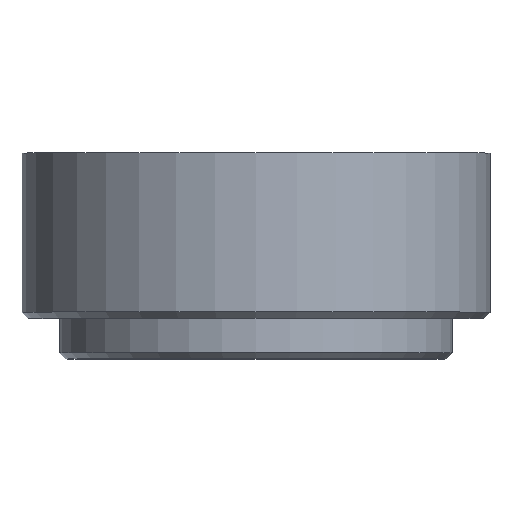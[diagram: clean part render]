
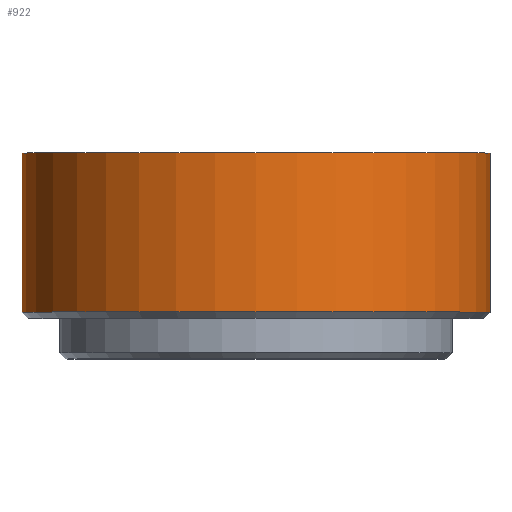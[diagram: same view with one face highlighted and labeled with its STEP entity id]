
A CAD part, top view. The second image highlights one B-rep face of the part: STEP entity #922.
In plain terms, the highlighted cylindrical face has radius 37.5 mm (diameter 75 mm), a full revolution.
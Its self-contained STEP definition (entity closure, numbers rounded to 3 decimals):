
#126=FACE_OUTER_BOUND('',#191,.T.);
#191=EDGE_LOOP('',(#798,#799,#800,#801,#802,#803,#804,#805,#806,#807,#808,
#809,#810,#811));
#247=LINE('',#1697,#292);
#248=LINE('',#1700,#293);
#249=LINE('',#1701,#294);
#250=LINE('',#1703,#295);
#292=VECTOR('',#1392,37.5);
#293=VECTOR('',#1395,1000.);
#294=VECTOR('',#1396,37.5);
#295=VECTOR('',#1397,1000.);
#330=CIRCLE('',#1023,37.5);
#331=CIRCLE('',#1024,37.5);
#364=CIRCLE('',#1072,37.5);
#365=CIRCLE('',#1073,37.5);
#372=CIRCLE('',#1083,37.5);
#373=CIRCLE('',#1084,37.5);
#374=CIRCLE('',#1085,37.5);
#375=CIRCLE('',#1086,37.5);
#415=VERTEX_POINT('',#1548);
#416=VERTEX_POINT('',#1559);
#417=VERTEX_POINT('',#1561);
#454=VERTEX_POINT('',#1670);
#455=VERTEX_POINT('',#1671);
#462=VERTEX_POINT('',#1692);
#463=VERTEX_POINT('',#1693);
#464=VERTEX_POINT('',#1696);
#465=VERTEX_POINT('',#1698);
#466=VERTEX_POINT('',#1702);
#524=EDGE_CURVE('',#416,#415,#330,.T.);
#525=EDGE_CURVE('',#417,#416,#331,.T.);
#573=EDGE_CURVE('',#454,#455,#364,.T.);
#574=EDGE_CURVE('',#455,#454,#365,.T.);
#584=EDGE_CURVE('',#462,#463,#372,.T.);
#585=EDGE_CURVE('',#463,#462,#373,.T.);
#586=EDGE_CURVE('',#463,#464,#247,.T.);
#587=EDGE_CURVE('',#464,#465,#374,.T.);
#588=EDGE_CURVE('',#465,#417,#248,.T.);
#589=EDGE_CURVE('',#416,#455,#249,.T.);
#590=EDGE_CURVE('',#415,#466,#250,.T.);
#591=EDGE_CURVE('',#466,#464,#375,.T.);
#798=ORIENTED_EDGE('',*,*,#584,.F.);
#799=ORIENTED_EDGE('',*,*,#585,.F.);
#800=ORIENTED_EDGE('',*,*,#586,.T.);
#801=ORIENTED_EDGE('',*,*,#587,.T.);
#802=ORIENTED_EDGE('',*,*,#588,.T.);
#803=ORIENTED_EDGE('',*,*,#525,.T.);
#804=ORIENTED_EDGE('',*,*,#589,.T.);
#805=ORIENTED_EDGE('',*,*,#574,.T.);
#806=ORIENTED_EDGE('',*,*,#573,.T.);
#807=ORIENTED_EDGE('',*,*,#589,.F.);
#808=ORIENTED_EDGE('',*,*,#524,.T.);
#809=ORIENTED_EDGE('',*,*,#590,.T.);
#810=ORIENTED_EDGE('',*,*,#591,.T.);
#811=ORIENTED_EDGE('',*,*,#586,.F.);
#870=CYLINDRICAL_SURFACE('',#1082,37.5);
#922=ADVANCED_FACE('',(#126),#870,.T.);
#1023=AXIS2_PLACEMENT_3D('',#1560,#1251,#1252);
#1024=AXIS2_PLACEMENT_3D('',#1562,#1253,#1254);
#1072=AXIS2_PLACEMENT_3D('',#1672,#1363,#1364);
#1073=AXIS2_PLACEMENT_3D('',#1673,#1365,#1366);
#1082=AXIS2_PLACEMENT_3D('',#1691,#1386,#1387);
#1083=AXIS2_PLACEMENT_3D('',#1694,#1388,#1389);
#1084=AXIS2_PLACEMENT_3D('',#1695,#1390,#1391);
#1085=AXIS2_PLACEMENT_3D('',#1699,#1393,#1394);
#1086=AXIS2_PLACEMENT_3D('',#1704,#1398,#1399);
#1251=DIRECTION('center_axis',(0.,-1.,0.));
#1252=DIRECTION('ref_axis',(0.,0.,1.));
#1253=DIRECTION('center_axis',(0.,-1.,0.));
#1254=DIRECTION('ref_axis',(0.,0.,1.));
#1363=DIRECTION('center_axis',(0.,1.,0.));
#1364=DIRECTION('ref_axis',(0.,0.,-1.));
#1365=DIRECTION('center_axis',(0.,1.,0.));
#1366=DIRECTION('ref_axis',(0.,0.,-1.));
#1386=DIRECTION('center_axis',(0.,1.,0.));
#1387=DIRECTION('ref_axis',(0.,0.,1.));
#1388=DIRECTION('center_axis',(0.,1.,0.));
#1389=DIRECTION('ref_axis',(0.,0.,1.));
#1390=DIRECTION('center_axis',(0.,1.,0.));
#1391=DIRECTION('ref_axis',(0.,0.,1.));
#1392=DIRECTION('',(0.,-1.,0.));
#1393=DIRECTION('center_axis',(0.,1.,0.));
#1394=DIRECTION('ref_axis',(0.,0.,-1.));
#1395=DIRECTION('',(0.,-1.,0.));
#1396=DIRECTION('',(0.,-1.,0.));
#1397=DIRECTION('',(0.,1.,0.));
#1398=DIRECTION('center_axis',(0.,1.,0.));
#1399=DIRECTION('ref_axis',(0.,0.,-1.));
#1548=CARTESIAN_POINT('',(-129.687,99.479,-16.85));
#1559=CARTESIAN_POINT('',(-144.957,99.479,-20.1));
#1560=CARTESIAN_POINT('Origin',(-144.957,99.479,17.4));
#1561=CARTESIAN_POINT('',(-160.228,99.479,-16.85));
#1562=CARTESIAN_POINT('Origin',(-144.957,99.479,17.4));
#1670=CARTESIAN_POINT('',(-144.957,94.479,54.9));
#1671=CARTESIAN_POINT('',(-144.957,94.479,-20.1));
#1672=CARTESIAN_POINT('Origin',(-144.957,94.479,17.4));
#1673=CARTESIAN_POINT('Origin',(-144.957,94.479,17.4));
#1691=CARTESIAN_POINT('Origin',(-144.957,123.76,17.4));
#1692=CARTESIAN_POINT('',(-144.957,119.979,54.9));
#1693=CARTESIAN_POINT('',(-144.957,119.979,-20.1));
#1694=CARTESIAN_POINT('Origin',(-144.957,119.979,17.4));
#1695=CARTESIAN_POINT('Origin',(-144.957,119.979,17.4));
#1696=CARTESIAN_POINT('',(-144.957,113.479,-20.1));
#1697=CARTESIAN_POINT('',(-144.957,123.76,-20.1));
#1698=CARTESIAN_POINT('',(-160.228,113.479,-16.85));
#1699=CARTESIAN_POINT('Origin',(-144.957,113.479,17.4));
#1700=CARTESIAN_POINT('',(-160.228,123.76,-16.85));
#1701=CARTESIAN_POINT('',(-144.957,123.76,-20.1));
#1702=CARTESIAN_POINT('',(-129.687,113.479,-16.85));
#1703=CARTESIAN_POINT('',(-129.687,123.76,-16.85));
#1704=CARTESIAN_POINT('Origin',(-144.957,113.479,17.4));
